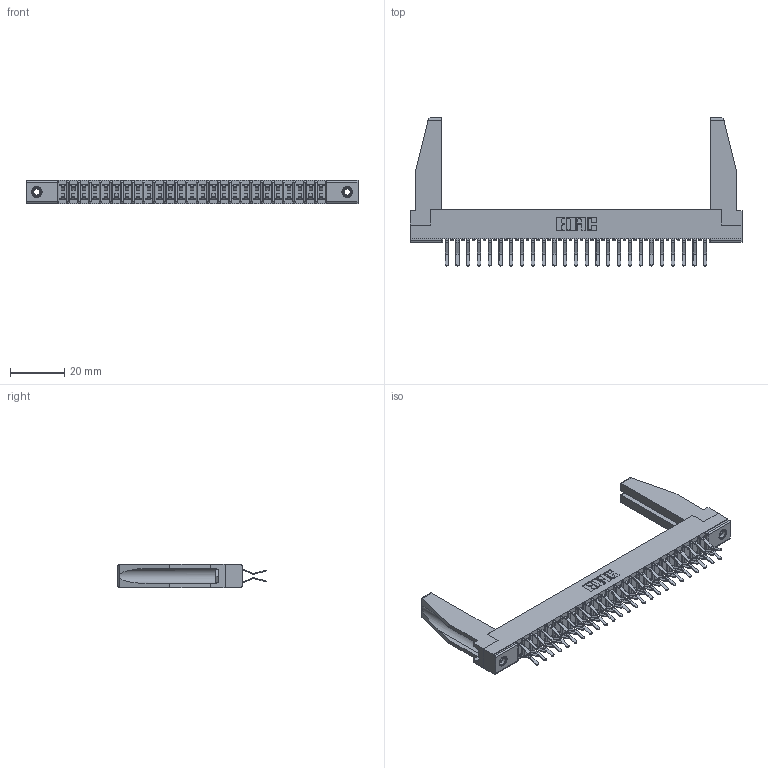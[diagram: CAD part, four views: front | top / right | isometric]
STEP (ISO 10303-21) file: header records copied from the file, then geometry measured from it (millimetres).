
FILE_DESCRIPTION (( 'STEP AP203' ), '1' );
FILE_NAME ('307-050-460-278.STEP', '2020-09-30T06:28:45', ( '' ), ( '' ), 'SwSTEP 2.0', 'SolidWorks 2020', '' );
FILE_SCHEMA (( 'CONFIG_CONTROL_DESIGN' ));
Length unit declared in the file: inch
Products named in the file (5): 345-250-001_345-250-001-102; 307-050-460-278; 307-290-001_560; 307 Part_.156 Dia Mounting Holes; 307-220-078
Assembly tree (55 placements, depth 2):
  307-050-460-278
    307 Part_.156 Dia Mounting Holes
    307-290-001_560  x50
    307-220-078  x2
    345-250-001_345-250-001-102  x2
Bounding box: 122.07 x 54.43 x 8.71 mm (x, y, z)
Volume: 12040.2 mm3; surface area: 18571.7 mm2
Topology: 55 solids, 55 shells, 2774 faces, 7753 edges, 5022 vertices
Faces by surface type: plane 1804, cylinder 902, sphere 52, cone 12, torus 4
Entity records: 26871 total; most frequent: CARTESIAN_POINT 4411, ORIENTED_EDGE 4328, DIRECTION 4282, EDGE_CURVE 2164, LINE 1656, VECTOR 1656, VERTEX_POINT 1400, AXIS2_PLACEMENT_3D 1313
